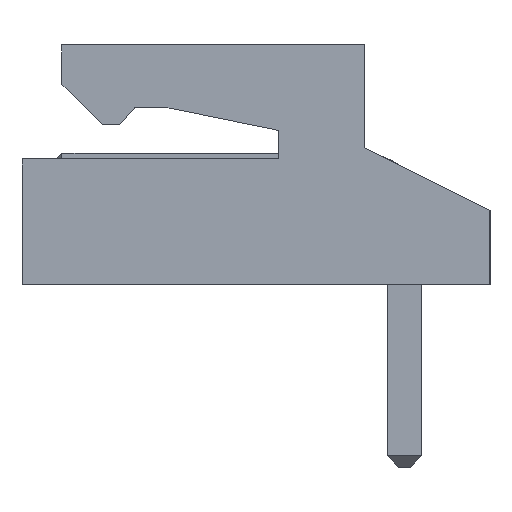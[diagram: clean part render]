
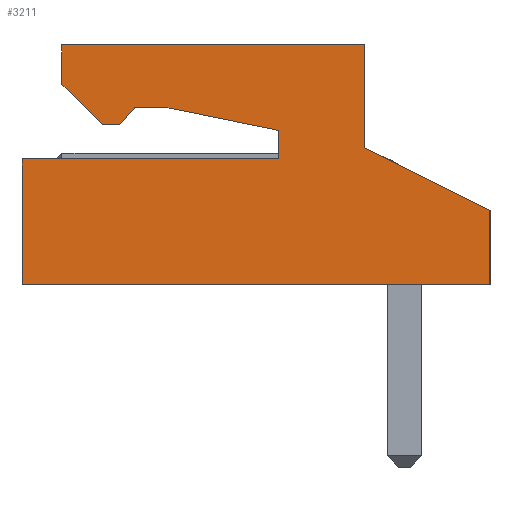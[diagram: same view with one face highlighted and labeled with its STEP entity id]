
A CAD part, left-side view. The second image highlights one B-rep face of the part: STEP entity #3211.
In plain terms, the highlighted face is planar.
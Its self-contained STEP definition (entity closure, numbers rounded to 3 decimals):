
#12 = AXIS2_PLACEMENT_3D ( 'NONE', #4273, #1502, #763 ) ;
#49 = VERTEX_POINT ( 'NONE', #2362 ) ;
#203 = ORIENTED_EDGE ( 'NONE', *, *, #1684, .F. ) ;
#277 = LINE ( 'NONE', #1798, #824 ) ;
#566 = VERTEX_POINT ( 'NONE', #4703 ) ;
#575 = CARTESIAN_POINT ( 'NONE',  ( 2.5, 2.8, 5.286 ) ) ;
#671 = VERTEX_POINT ( 'NONE', #2950 ) ;
#685 = FACE_OUTER_BOUND ( 'NONE', #3016, .T. ) ;
#705 = CARTESIAN_POINT ( 'NONE',  ( 2.5, 0., 6.7 ) ) ;
#735 = EDGE_CURVE ( 'NONE', #2775, #1959, #1759, .T. ) ;
#737 = CARTESIAN_POINT ( 'NONE',  ( 2.5, 2.2, 2.2 ) ) ;
#744 = EDGE_CURVE ( 'NONE', #1959, #870, #4510, .T. ) ;
#745 = EDGE_CURVE ( 'NONE', #671, #2775, #5047, .T. ) ;
#763 = DIRECTION ( 'NONE',  ( 0., -1., 0. ) ) ;
#797 = VERTEX_POINT ( 'NONE', #3476 ) ;
#800 = CARTESIAN_POINT ( 'NONE',  ( 2.5, 4.2, 6. ) ) ;
#812 = ORIENTED_EDGE ( 'NONE', *, *, #3683, .F. ) ;
#823 = VERTEX_POINT ( 'NONE', #1449 ) ;
#824 = VECTOR ( 'NONE', #5031, 1000. ) ;
#840 = ORIENTED_EDGE ( 'NONE', *, *, #3405, .F. ) ;
#870 = VERTEX_POINT ( 'NONE', #1342 ) ;
#912 = CARTESIAN_POINT ( 'NONE',  ( 2.5, 2.8, 4.986 ) ) ;
#919 = VERTEX_POINT ( 'NONE', #1148 ) ;
#947 = VECTOR ( 'NONE', #3088, 1000. ) ;
#1019 = VECTOR ( 'NONE', #1071, 1000. ) ;
#1061 = EDGE_CURVE ( 'NONE', #919, #823, #3536, .T. ) ;
#1071 = DIRECTION ( 'NONE',  ( 0., 0., -1. ) ) ;
#1148 = CARTESIAN_POINT ( 'NONE',  ( 2.5, 1.3, -1.5 ) ) ;
#1159 = EDGE_CURVE ( 'NONE', #3119, #4632, #3751, .T. ) ;
#1194 = ORIENTED_EDGE ( 'NONE', *, *, #735, .F. ) ;
#1251 = VECTOR ( 'NONE', #2393, 1000. ) ;
#1291 = VECTOR ( 'NONE', #1726, 1000. ) ;
#1296 = ORIENTED_EDGE ( 'NONE', *, *, #4876, .F. ) ;
#1310 = EDGE_CURVE ( 'NONE', #566, #797, #3629, .T. ) ;
#1342 = CARTESIAN_POINT ( 'NONE',  ( 2.5, 3.1, 4.721 ) ) ;
#1363 = DIRECTION ( 'NONE',  ( 0., 1., 0. ) ) ;
#1418 = LINE ( 'NONE', #705, #1019 ) ;
#1449 = CARTESIAN_POINT ( 'NONE',  ( 2.5, 0., -1.5 ) ) ;
#1485 = VECTOR ( 'NONE', #3830, 1000. ) ;
#1502 = DIRECTION ( 'NONE',  ( -1., 0., 0. ) ) ;
#1583 = VECTOR ( 'NONE', #3269, 1000. ) ;
#1614 = ORIENTED_EDGE ( 'NONE', *, *, #1907, .F. ) ;
#1684 = EDGE_CURVE ( 'NONE', #870, #49, #2792, .T. ) ;
#1726 = DIRECTION ( 'NONE',  ( 0., 0., -1. ) ) ;
#1738 = EDGE_CURVE ( 'NONE', #3540, #823, #1418, .T. ) ;
#1759 = LINE ( 'NONE', #2931, #4878 ) ;
#1798 = CARTESIAN_POINT ( 'NONE',  ( 2.5, 2.4, 0.7 ) ) ;
#1815 = CARTESIAN_POINT ( 'NONE',  ( 2.5, 2.2, 6.7 ) ) ;
#1888 = CARTESIAN_POINT ( 'NONE',  ( 2.5, 4.2, 6. ) ) ;
#1907 = EDGE_CURVE ( 'NONE', #49, #2849, #4637, .T. ) ;
#1959 = VERTEX_POINT ( 'NONE', #3568 ) ;
#1965 = ORIENTED_EDGE ( 'NONE', *, *, #1310, .T. ) ;
#2029 = VECTOR ( 'NONE', #3268, 1000. ) ;
#2048 = CARTESIAN_POINT ( 'NONE',  ( 2.5, 3.5, 6. ) ) ;
#2099 = CARTESIAN_POINT ( 'NONE',  ( 2.5, 2.2, 6.7 ) ) ;
#2135 = CARTESIAN_POINT ( 'NONE',  ( 2.5, 0., 6.7 ) ) ;
#2203 = ORIENTED_EDGE ( 'NONE', *, *, #744, .F. ) ;
#2257 = VERTEX_POINT ( 'NONE', #1815 ) ;
#2362 = CARTESIAN_POINT ( 'NONE',  ( 2.5, 2.8, 4.986 ) ) ;
#2393 = DIRECTION ( 'NONE',  ( 0., -1., 0. ) ) ;
#2607 = ORIENTED_EDGE ( 'NONE', *, *, #1159, .F. ) ;
#2643 = VECTOR ( 'NONE', #2688, 1000. ) ;
#2686 = CARTESIAN_POINT ( 'NONE',  ( 2.5, 2.8, 5.286 ) ) ;
#2688 = DIRECTION ( 'NONE',  ( 0., 1., 0. ) ) ;
#2775 = VERTEX_POINT ( 'NONE', #3846 ) ;
#2792 = LINE ( 'NONE', #912, #1583 ) ;
#2811 = ORIENTED_EDGE ( 'NONE', *, *, #4495, .F. ) ;
#2849 = VERTEX_POINT ( 'NONE', #575 ) ;
#2931 = CARTESIAN_POINT ( 'NONE',  ( 2.5, 2.7, 2.2 ) ) ;
#2950 = CARTESIAN_POINT ( 'NONE',  ( 2.5, 2.2, 2.2 ) ) ;
#3016 = EDGE_LOOP ( 'NONE', ( #4311, #2607, #1296, #1614, #203, #2203, #1194, #4730, #840, #812, #4691, #4481, #2811, #1965 ) ) ;
#3088 = DIRECTION ( 'NONE',  ( 0., 0., 1. ) ) ;
#3119 = VERTEX_POINT ( 'NONE', #4158 ) ;
#3211 = ADVANCED_FACE ( 'NONE', ( #685 ), #4998, .F. ) ;
#3219 = DIRECTION ( 'NONE',  ( 0., 1., 0. ) ) ;
#3268 = DIRECTION ( 'NONE',  ( 0., 0., -1. ) ) ;
#3269 = DIRECTION ( 'NONE',  ( 0., -0.75, 0.661 ) ) ;
#3322 = CARTESIAN_POINT ( 'NONE',  ( 2.5, 3.1, 4.721 ) ) ;
#3405 = EDGE_CURVE ( 'NONE', #2257, #671, #4120, .T. ) ;
#3434 = EDGE_CURVE ( 'NONE', #4632, #797, #3721, .T. ) ;
#3445 = CARTESIAN_POINT ( 'NONE',  ( 2.5, 0., 6.7 ) ) ;
#3476 = CARTESIAN_POINT ( 'NONE',  ( 2.5, 4.2, 0.7 ) ) ;
#3510 = VECTOR ( 'NONE', #4815, 1000. ) ;
#3536 = LINE ( 'NONE', #4363, #1251 ) ;
#3540 = VERTEX_POINT ( 'NONE', #3445 ) ;
#3568 = CARTESIAN_POINT ( 'NONE',  ( 2.5, 3.1, 4.16 ) ) ;
#3629 = LINE ( 'NONE', #3660, #5056 ) ;
#3660 = CARTESIAN_POINT ( 'NONE',  ( 2.5, 0., 0.7 ) ) ;
#3677 = DIRECTION ( 'NONE',  ( 0., 0.2, 0.98 ) ) ;
#3683 = EDGE_CURVE ( 'NONE', #3540, #2257, #4016, .T. ) ;
#3721 = LINE ( 'NONE', #4866, #1291 ) ;
#3751 = LINE ( 'NONE', #1888, #2643 ) ;
#3830 = DIRECTION ( 'NONE',  ( 0., 1., 0. ) ) ;
#3846 = CARTESIAN_POINT ( 'NONE',  ( 2.5, 2.7, 2.2 ) ) ;
#4016 = LINE ( 'NONE', #2135, #4907 ) ;
#4120 = LINE ( 'NONE', #2099, #2029 ) ;
#4158 = CARTESIAN_POINT ( 'NONE',  ( 2.5, 3.5, 6. ) ) ;
#4206 = VECTOR ( 'NONE', #4533, 1000. ) ;
#4273 = CARTESIAN_POINT ( 'NONE',  ( 2.5, 0., 6.7 ) ) ;
#4311 = ORIENTED_EDGE ( 'NONE', *, *, #3434, .F. ) ;
#4363 = CARTESIAN_POINT ( 'NONE',  ( 2.5, 1.3, -1.5 ) ) ;
#4481 = ORIENTED_EDGE ( 'NONE', *, *, #1061, .F. ) ;
#4495 = EDGE_CURVE ( 'NONE', #566, #919, #277, .T. ) ;
#4510 = LINE ( 'NONE', #3322, #4206 ) ;
#4533 = DIRECTION ( 'NONE',  ( 0., 0., 1. ) ) ;
#4632 = VERTEX_POINT ( 'NONE', #800 ) ;
#4637 = LINE ( 'NONE', #2686, #947 ) ;
#4691 = ORIENTED_EDGE ( 'NONE', *, *, #1738, .T. ) ;
#4703 = CARTESIAN_POINT ( 'NONE',  ( 2.5, 2.4, 0.7 ) ) ;
#4730 = ORIENTED_EDGE ( 'NONE', *, *, #745, .F. ) ;
#4775 = LINE ( 'NONE', #2048, #3510 ) ;
#4815 = DIRECTION ( 'NONE',  ( 0., 0.7, 0.714 ) ) ;
#4866 = CARTESIAN_POINT ( 'NONE',  ( 2.5, 4.2, 6.7 ) ) ;
#4876 = EDGE_CURVE ( 'NONE', #2849, #3119, #4775, .T. ) ;
#4878 = VECTOR ( 'NONE', #3677, 1000. ) ;
#4907 = VECTOR ( 'NONE', #1363, 1000. ) ;
#4998 = PLANE ( 'NONE',  #12 ) ;
#5031 = DIRECTION ( 'NONE',  ( 0., -0.447, -0.894 ) ) ;
#5047 = LINE ( 'NONE', #737, #1485 ) ;
#5056 = VECTOR ( 'NONE', #3219, 1000. ) ;
